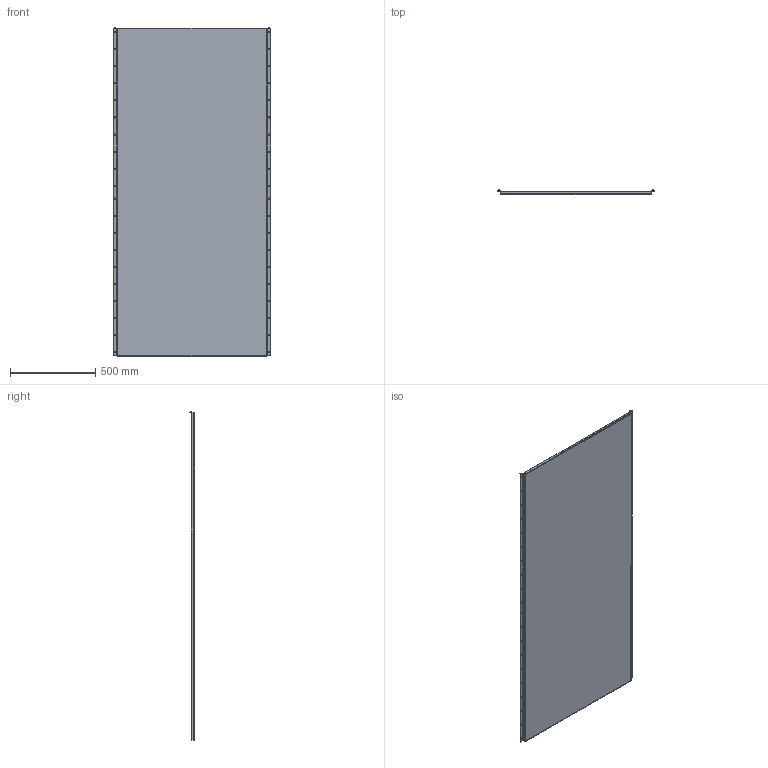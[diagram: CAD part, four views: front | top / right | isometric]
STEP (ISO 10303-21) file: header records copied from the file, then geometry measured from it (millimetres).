
FILE_DESCRIPTION (( 'STEP AP214' ), '1' );
FILE_NAME ('Ìîíòàæíàÿ ïëàòà 1000õ2000.STEP', '2018-02-15T11:07:25', ( '' ), ( '' ), 'SwSTEP 2.0', 'SolidWorks 2017', '' );
FILE_SCHEMA (( 'AUTOMOTIVE_DESIGN' ));
Length unit declared in the file: millimetre
Products named in the file (1): Ìîíòàæíàÿ ïëàòà 1000õ2000
Bounding box: 924 x 30.49 x 1922.65 mm (x, y, z)
Volume: 4625620.8 mm3; surface area: 3717204 mm2
Topology: 1 solids, 1 shells, 158 faces, 412 edges, 256 vertices
Faces by surface type: cylinder 96, plane 54, bspline 8
Entity records: 5801 total; most frequent: CARTESIAN_POINT 1670, DIRECTION 862, ORIENTED_EDGE 824, EDGE_CURVE 412, AXIS2_PLACEMENT_3D 327, VERTEX_POINT 256, EDGE_LOOP 238, LINE 208
